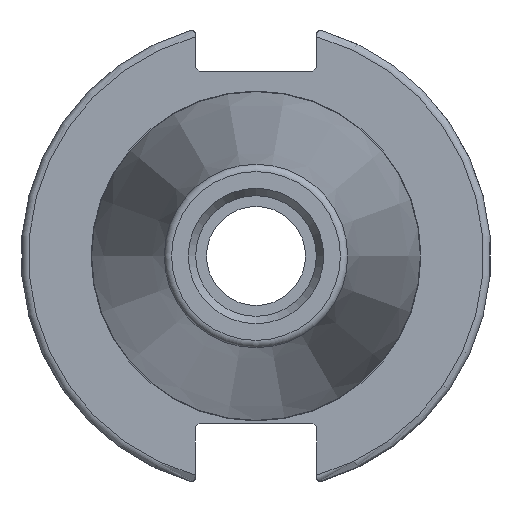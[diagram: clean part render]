
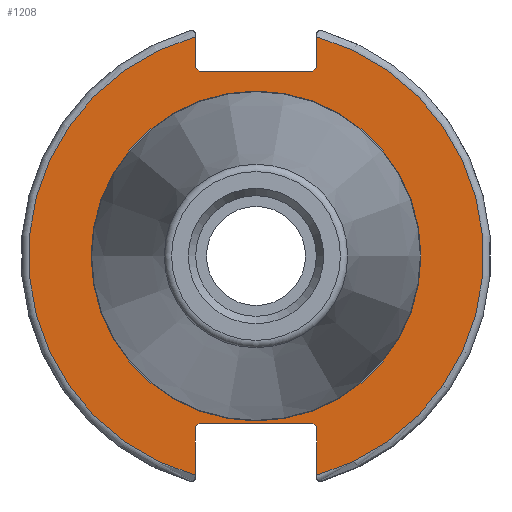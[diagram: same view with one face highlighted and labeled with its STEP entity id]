
A CAD part, left-side view. The second image highlights one B-rep face of the part: STEP entity #1208.
In plain terms, the highlighted planar face has unit normal (-1, 0, 0).
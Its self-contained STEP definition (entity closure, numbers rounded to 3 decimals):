
#95=LINE('',#2043,#172);
#96=LINE('',#2045,#173);
#97=LINE('',#2047,#174);
#98=LINE('',#2049,#175);
#99=LINE('',#2051,#176);
#100=LINE('',#2055,#177);
#101=LINE('',#2057,#178);
#102=LINE('',#2059,#179);
#103=LINE('',#2061,#180);
#104=LINE('',#2062,#181);
#172=VECTOR('',#1557,10.);
#173=VECTOR('',#1558,10.);
#174=VECTOR('',#1559,10.);
#175=VECTOR('',#1560,10.);
#176=VECTOR('',#1561,10.);
#177=VECTOR('',#1564,10.);
#178=VECTOR('',#1565,10.);
#179=VECTOR('',#1566,10.);
#180=VECTOR('',#1567,10.);
#181=VECTOR('',#1568,10.);
#244=FACE_BOUND('',#373,.T.);
#254=PLANE('',#1335);
#300=FACE_OUTER_BOUND('',#372,.T.);
#372=EDGE_LOOP('',(#925,#926,#927,#928,#929,#930,#931,#932,#933,#934,#935,
#936));
#373=EDGE_LOOP('',(#937));
#456=CIRCLE('',#1333,22.3);
#458=CIRCLE('',#1336,30.75);
#459=CIRCLE('',#1337,30.75);
#542=VERTEX_POINT('',#2034);
#543=VERTEX_POINT('',#2039);
#544=VERTEX_POINT('',#2040);
#545=VERTEX_POINT('',#2042);
#546=VERTEX_POINT('',#2044);
#547=VERTEX_POINT('',#2046);
#548=VERTEX_POINT('',#2048);
#549=VERTEX_POINT('',#2050);
#550=VERTEX_POINT('',#2052);
#551=VERTEX_POINT('',#2054);
#552=VERTEX_POINT('',#2056);
#553=VERTEX_POINT('',#2058);
#554=VERTEX_POINT('',#2060);
#685=EDGE_CURVE('',#542,#542,#456,.T.);
#687=EDGE_CURVE('',#543,#544,#458,.T.);
#688=EDGE_CURVE('',#543,#545,#95,.T.);
#689=EDGE_CURVE('',#546,#545,#96,.T.);
#690=EDGE_CURVE('',#546,#547,#97,.T.);
#691=EDGE_CURVE('',#548,#547,#98,.T.);
#692=EDGE_CURVE('',#548,#549,#99,.T.);
#693=EDGE_CURVE('',#550,#549,#459,.T.);
#694=EDGE_CURVE('',#550,#551,#100,.T.);
#695=EDGE_CURVE('',#552,#551,#101,.T.);
#696=EDGE_CURVE('',#552,#553,#102,.T.);
#697=EDGE_CURVE('',#554,#553,#103,.T.);
#698=EDGE_CURVE('',#554,#544,#104,.T.);
#925=ORIENTED_EDGE('',*,*,#687,.F.);
#926=ORIENTED_EDGE('',*,*,#688,.T.);
#927=ORIENTED_EDGE('',*,*,#689,.F.);
#928=ORIENTED_EDGE('',*,*,#690,.T.);
#929=ORIENTED_EDGE('',*,*,#691,.F.);
#930=ORIENTED_EDGE('',*,*,#692,.T.);
#931=ORIENTED_EDGE('',*,*,#693,.F.);
#932=ORIENTED_EDGE('',*,*,#694,.T.);
#933=ORIENTED_EDGE('',*,*,#695,.F.);
#934=ORIENTED_EDGE('',*,*,#696,.T.);
#935=ORIENTED_EDGE('',*,*,#697,.F.);
#936=ORIENTED_EDGE('',*,*,#698,.T.);
#937=ORIENTED_EDGE('',*,*,#685,.F.);
#1208=ADVANCED_FACE('',(#300,#244),#254,.T.);
#1333=AXIS2_PLACEMENT_3D('',#2036,#1549,#1550);
#1335=AXIS2_PLACEMENT_3D('',#2038,#1553,#1554);
#1336=AXIS2_PLACEMENT_3D('',#2041,#1555,#1556);
#1337=AXIS2_PLACEMENT_3D('',#2053,#1562,#1563);
#1549=DIRECTION('center_axis',(-1.,0.,0.));
#1550=DIRECTION('ref_axis',(0.,-1.,0.));
#1553=DIRECTION('center_axis',(-1.,0.,0.));
#1554=DIRECTION('ref_axis',(0.,0.,1.));
#1555=DIRECTION('center_axis',(1.,0.,0.));
#1556=DIRECTION('ref_axis',(0.,-1.,0.));
#1557=DIRECTION('',(0.,0.,-1.));
#1558=DIRECTION('',(0.,-0.707,0.707));
#1559=DIRECTION('',(0.,1.,0.));
#1560=DIRECTION('',(0.,-0.707,-0.707));
#1561=DIRECTION('',(0.,0.,1.));
#1562=DIRECTION('center_axis',(1.,0.,0.));
#1563=DIRECTION('ref_axis',(0.,1.,0.));
#1564=DIRECTION('',(0.,0.,1.));
#1565=DIRECTION('',(0.,0.707,-0.707));
#1566=DIRECTION('',(0.,-1.,0.));
#1567=DIRECTION('',(0.,0.707,0.707));
#1568=DIRECTION('',(0.,0.,-1.));
#2034=CARTESIAN_POINT('',(3.175,0.,22.3));
#2036=CARTESIAN_POINT('Origin',(3.175,0.,0.));
#2038=CARTESIAN_POINT('Origin',(3.175,31.75,0.));
#2039=CARTESIAN_POINT('',(3.175,-8.19,29.639));
#2040=CARTESIAN_POINT('',(3.175,-8.19,-29.639));
#2041=CARTESIAN_POINT('Origin',(3.175,0.,0.));
#2042=CARTESIAN_POINT('',(3.175,-8.19,25.5));
#2043=CARTESIAN_POINT('',(3.175,-8.19,12.5));
#2044=CARTESIAN_POINT('',(3.175,-7.69,25.));
#2045=CARTESIAN_POINT('',(3.175,8.295,9.015));
#2046=CARTESIAN_POINT('',(3.175,7.69,25.));
#2047=CARTESIAN_POINT('',(3.175,15.875,25.));
#2048=CARTESIAN_POINT('',(3.175,8.19,25.5));
#2049=CARTESIAN_POINT('',(3.175,7.58,24.89));
#2050=CARTESIAN_POINT('',(3.175,8.19,29.639));
#2051=CARTESIAN_POINT('',(3.175,8.19,12.5));
#2052=CARTESIAN_POINT('',(3.175,8.19,-29.639));
#2053=CARTESIAN_POINT('Origin',(3.175,0.,0.));
#2054=CARTESIAN_POINT('',(3.175,8.19,-23.1));
#2055=CARTESIAN_POINT('',(3.175,8.19,-11.3));
#2056=CARTESIAN_POINT('',(3.175,7.69,-22.6));
#2057=CARTESIAN_POINT('',(3.175,8.18,-23.09));
#2058=CARTESIAN_POINT('',(3.175,-7.69,-22.6));
#2059=CARTESIAN_POINT('',(3.175,15.875,-22.6));
#2060=CARTESIAN_POINT('',(3.175,-8.19,-23.1));
#2061=CARTESIAN_POINT('',(3.175,7.695,-7.215));
#2062=CARTESIAN_POINT('',(3.175,-8.19,-11.3));
